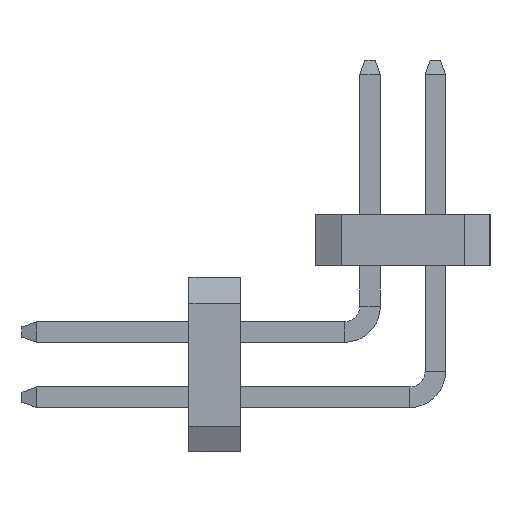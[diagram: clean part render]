
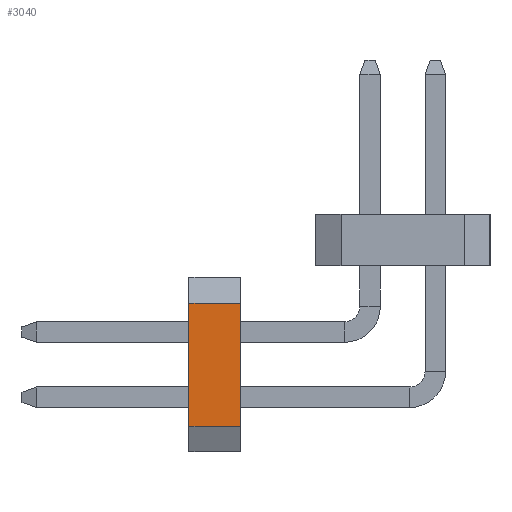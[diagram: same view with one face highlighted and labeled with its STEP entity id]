
A CAD part, left-side view. The second image highlights one B-rep face of the part: STEP entity #3040.
In plain terms, the highlighted planar face has unit normal (-1, 0, 0).
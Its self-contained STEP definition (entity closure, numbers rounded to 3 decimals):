
#127 = VECTOR ( 'NONE', #20201, 1000. ) ;
#690 = ORIENTED_EDGE ( 'NONE', *, *, #15424, .T. ) ;
#922 = FACE_OUTER_BOUND ( 'NONE', #5762, .T. ) ;
#2540 = CARTESIAN_POINT ( 'NONE',  ( -6.35, 3.16, -3.13 ) ) ;
#2824 = ORIENTED_EDGE ( 'NONE', *, *, #11608, .T. ) ;
#3040 = ADVANCED_FACE ( 'NONE', ( #922 ), #8725, .F. ) ;
#3050 = DIRECTION ( 'NONE',  ( 0., 0., -1. ) ) ;
#3561 = DIRECTION ( 'NONE',  ( 0., -1., 0. ) ) ;
#3943 = CARTESIAN_POINT ( 'NONE',  ( -6.35, 4.16, -3.13 ) ) ;
#5084 = VERTEX_POINT ( 'NONE', #2540 ) ;
#5537 = CARTESIAN_POINT ( 'NONE',  ( -6.35, 3.16, -3.63 ) ) ;
#5762 = EDGE_LOOP ( 'NONE', ( #2824, #690, #6437, #6919 ) ) ;
#6180 = VECTOR ( 'NONE', #3561, 1000. ) ;
#6437 = ORIENTED_EDGE ( 'NONE', *, *, #19451, .F. ) ;
#6497 = CARTESIAN_POINT ( 'NONE',  ( -6.35, 3.16, -0.73 ) ) ;
#6542 = LINE ( 'NONE', #17442, #6180 ) ;
#6919 = ORIENTED_EDGE ( 'NONE', *, *, #8392, .F. ) ;
#7602 = VECTOR ( 'NONE', #9377, 1000. ) ;
#8140 = LINE ( 'NONE', #14412, #7602 ) ;
#8392 = EDGE_CURVE ( 'NONE', #11667, #12777, #6542, .T. ) ;
#8523 = DIRECTION ( 'NONE',  ( 0., 1., 0. ) ) ;
#8725 = PLANE ( 'NONE',  #19055 ) ;
#9110 = CARTESIAN_POINT ( 'NONE',  ( -6.35, 3.16, -3.63 ) ) ;
#9377 = DIRECTION ( 'NONE',  ( 0., 0., -1. ) ) ;
#11155 = LINE ( 'NONE', #9110, #17210 ) ;
#11608 = EDGE_CURVE ( 'NONE', #11667, #15663, #8140, .T. ) ;
#11667 = VERTEX_POINT ( 'NONE', #16163 ) ;
#12174 = CARTESIAN_POINT ( 'NONE',  ( -6.35, 8.16, -3.13 ) ) ;
#12777 = VERTEX_POINT ( 'NONE', #6497 ) ;
#13349 = DIRECTION ( 'NONE',  ( 1., 0., 0. ) ) ;
#14228 = LINE ( 'NONE', #12174, #127 ) ;
#14412 = CARTESIAN_POINT ( 'NONE',  ( -6.35, 4.16, -3.63 ) ) ;
#15424 = EDGE_CURVE ( 'NONE', #15663, #5084, #14228, .T. ) ;
#15663 = VERTEX_POINT ( 'NONE', #3943 ) ;
#16163 = CARTESIAN_POINT ( 'NONE',  ( -6.35, 4.16, -0.73 ) ) ;
#17210 = VECTOR ( 'NONE', #3050, 1000. ) ;
#17442 = CARTESIAN_POINT ( 'NONE',  ( -6.35, 8.16, -0.73 ) ) ;
#19055 = AXIS2_PLACEMENT_3D ( 'NONE', #5537, #13349, #8523 ) ;
#19451 = EDGE_CURVE ( 'NONE', #12777, #5084, #11155, .T. ) ;
#20201 = DIRECTION ( 'NONE',  ( 0., -1., 0. ) ) ;
